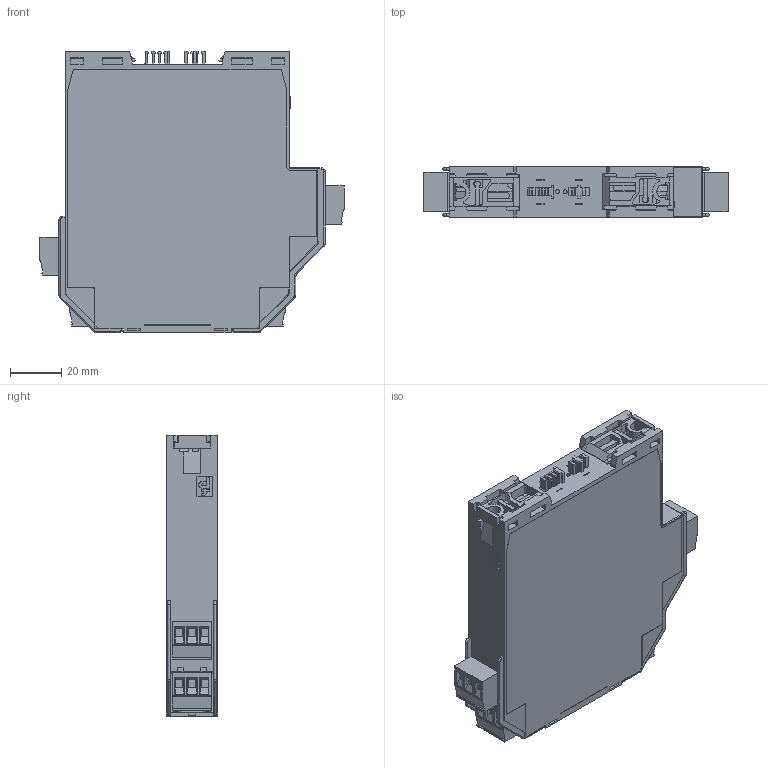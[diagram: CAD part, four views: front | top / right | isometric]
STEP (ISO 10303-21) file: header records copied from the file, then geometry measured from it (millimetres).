
FILE_DESCRIPTION((''),'2;1');
FILE_NAME('CAD-8894_ASM','2023-12-05T07:51:04',('creinig-se'),(''),'CREO PARAMETRIC BY PTC INC, 2022284','CREO PARAMETRIC BY PTC INC, 2022284','');
FILE_SCHEMA(('CONFIG_CONTROL_DESIGN','SHAPE_APPEARANCE_LAYERS_GROUPS'));
Length unit declared in the file: millimetre
Products named in the file (4): CAD-7210_SW0001_TEILW; CAD-7210_K-SYS-FIXING-STRAP; CAD-7210_MSTB_2_5-HC-3-ST-5; CAD-8894_ASM
Assembly tree (7 placements, depth 2):
  CAD-8894_ASM
    CAD-7210_SW0001_TEILW
    CAD-7210_K-SYS-FIXING-STRAP  x2
    CAD-7210_MSTB_2_5-HC-3-ST-5  x4
Bounding box: 118.8 x 20 x 110 mm (x, y, z)
Volume: 195308.8 mm3; surface area: 41577.4 mm2
Topology: 7 solids, 7 shells, 2010 faces, 5636 edges, 3571 vertices
Faces by surface type: plane 1481, cylinder 419, bspline 86, torus 24
Entity records: 48582 total; most frequent: CARTESIAN_POINT 8328, ORIENTED_EDGE 6772, DIRECTION 6305, EDGE_CURVE 3386, VECTOR 2727, LINE 2727, VERTEX_POINT 2196, AXIS2_PLACEMENT_3D 1789
